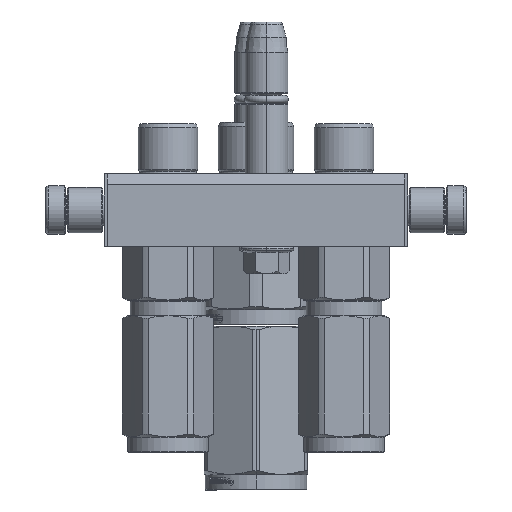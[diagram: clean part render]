
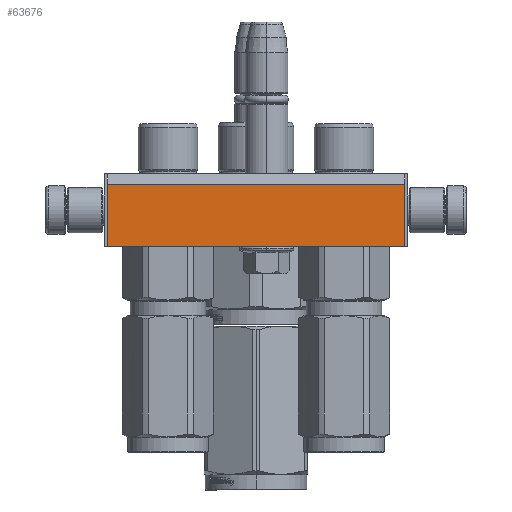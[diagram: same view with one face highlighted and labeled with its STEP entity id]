
A CAD part, left-side view. The second image highlights one B-rep face of the part: STEP entity #63676.
In plain terms, the highlighted face is planar.
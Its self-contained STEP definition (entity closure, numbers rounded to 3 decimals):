
#211 = CARTESIAN_POINT ( 'NONE',  ( 78., 3.464, 24. ) ) ;
#533 = ORIENTED_EDGE ( 'NONE', *, *, #60037, .T. ) ;
#1926 = CARTESIAN_POINT ( 'NONE',  ( -21., 0., 24. ) ) ;
#3424 = CARTESIAN_POINT ( 'NONE',  ( 78., 3.464, 24. ) ) ;
#3951 = CARTESIAN_POINT ( 'NONE',  ( -20., 3.464, 24. ) ) ;
#4464 = VECTOR ( 'NONE', #38149, 1000. ) ;
#6830 = LINE ( 'NONE', #3424, #4464 ) ;
#9970 = AXIS2_PLACEMENT_3D ( 'NONE', #1926, #62542, #57840 ) ;
#21546 = VECTOR ( 'NONE', #58996, 1000. ) ;
#23433 = VERTEX_POINT ( 'NONE', #31890 ) ;
#24917 = VERTEX_POINT ( 'NONE', #42004 ) ;
#25167 = CARTESIAN_POINT ( 'NONE',  ( -20., 24., 24. ) ) ;
#26645 = ORIENTED_EDGE ( 'NONE', *, *, #61653, .F. ) ;
#28391 = DIRECTION ( 'NONE',  ( 1., 0., 0. ) ) ;
#31832 = VECTOR ( 'NONE', #39310, 1000. ) ;
#31890 = CARTESIAN_POINT ( 'NONE',  ( 78., 24., 24. ) ) ;
#34124 = LINE ( 'NONE', #38986, #39612 ) ;
#34996 = LINE ( 'NONE', #38868, #21546 ) ;
#35393 = FACE_OUTER_BOUND ( 'NONE', #49335, .T. ) ;
#38149 = DIRECTION ( 'NONE',  ( 0., 1., 0. ) ) ;
#38868 = CARTESIAN_POINT ( 'NONE',  ( -20., 24., 24. ) ) ;
#38986 = CARTESIAN_POINT ( 'NONE',  ( -20., 3.464, 24. ) ) ;
#39310 = DIRECTION ( 'NONE',  ( 0., 1., 0. ) ) ;
#39612 = VECTOR ( 'NONE', #28391, 1000. ) ;
#41345 = VERTEX_POINT ( 'NONE', #211 ) ;
#41754 = VERTEX_POINT ( 'NONE', #25167 ) ;
#42004 = CARTESIAN_POINT ( 'NONE',  ( -20., 3.464, 24. ) ) ;
#42414 = PLANE ( 'NONE',  #9970 ) ;
#49335 = EDGE_LOOP ( 'NONE', ( #55842, #26645, #59767, #533 ) ) ;
#53836 = EDGE_CURVE ( 'NONE', #24917, #41345, #34124, .T. ) ;
#55527 = LINE ( 'NONE', #3951, #31832 ) ;
#55842 = ORIENTED_EDGE ( 'NONE', *, *, #57811, .F. ) ;
#57811 = EDGE_CURVE ( 'NONE', #41754, #23433, #34996, .T. ) ;
#57840 = DIRECTION ( 'NONE',  ( 1., 0., 0. ) ) ;
#58996 = DIRECTION ( 'NONE',  ( 1., 0., 0. ) ) ;
#59767 = ORIENTED_EDGE ( 'NONE', *, *, #53836, .T. ) ;
#60037 = EDGE_CURVE ( 'NONE', #41345, #23433, #6830, .T. ) ;
#61653 = EDGE_CURVE ( 'NONE', #24917, #41754, #55527, .T. ) ;
#62542 = DIRECTION ( 'NONE',  ( 0., 0., 1. ) ) ;
#63676 = ADVANCED_FACE ( 'NONE', ( #35393 ), #42414, .T. ) ;
